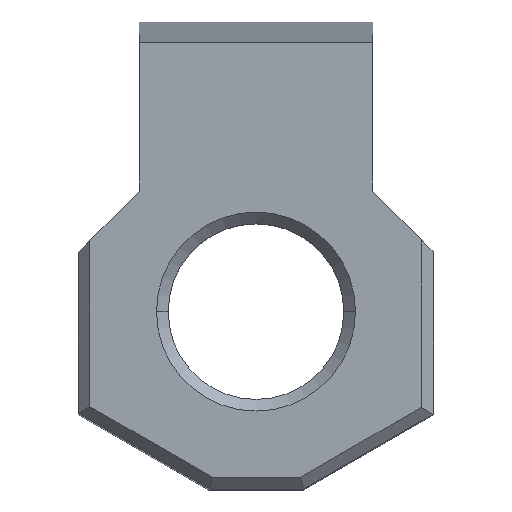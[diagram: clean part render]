
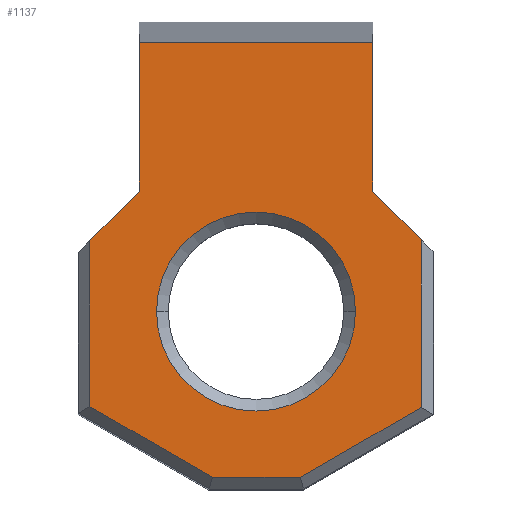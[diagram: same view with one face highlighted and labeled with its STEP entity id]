
A CAD part, top view. The second image highlights one B-rep face of the part: STEP entity #1137.
In plain terms, the highlighted planar face has unit normal (0, 0, 1).
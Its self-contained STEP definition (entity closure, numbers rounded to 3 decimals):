
#12 = LINE ( 'NONE', #385, #1146 ) ;
#14 = EDGE_CURVE ( 'NONE', #1114, #561, #1163, .T. ) ;
#39 = DIRECTION ( 'NONE',  ( 1., 0., 0. ) ) ;
#47 = CARTESIAN_POINT ( 'NONE',  ( 3.545, 3.545, 6.997 ) ) ;
#50 = CARTESIAN_POINT ( 'NONE',  ( 2.924, 1.46, 6.997 ) ) ;
#56 = CARTESIAN_POINT ( 'NONE',  ( -1.991, 5.1, 6.997 ) ) ;
#58 = EDGE_CURVE ( 'NONE', #899, #804, #891, .T. ) ;
#74 = CARTESIAN_POINT ( 'NONE',  ( 0.812, 0.21, 6.997 ) ) ;
#80 = CARTESIAN_POINT ( 'NONE',  ( -2.84, 0., 6.997 ) ) ;
#91 = ORIENTED_EDGE ( 'NONE', *, *, #699, .F. ) ;
#121 = DIRECTION ( 'NONE',  ( 0., 0., 1. ) ) ;
#134 = EDGE_CURVE ( 'NONE', #172, #804, #429, .T. ) ;
#157 = VECTOR ( 'NONE', #221, 1000. ) ;
#168 = DIRECTION ( 'NONE',  ( 0.707, 0.707, 0. ) ) ;
#172 = VERTEX_POINT ( 'NONE', #1195 ) ;
#183 = AXIS2_PLACEMENT_3D ( 'NONE', #372, #747, #1127 ) ;
#211 = FACE_BOUND ( 'NONE', #1058, .T. ) ;
#215 = CARTESIAN_POINT ( 'NONE',  ( 0., 3.04, 6.997 ) ) ;
#220 = AXIS2_PLACEMENT_3D ( 'NONE', #967, #121, #497 ) ;
#221 = DIRECTION ( 'NONE',  ( 0., 1., 0. ) ) ;
#251 = VECTOR ( 'NONE', #693, 1000. ) ;
#252 = VERTEX_POINT ( 'NONE', #764 ) ;
#267 = CARTESIAN_POINT ( 'NONE',  ( -0.744, 0.21, 6.997 ) ) ;
#286 = CARTESIAN_POINT ( 'NONE',  ( -1.991, 7.633, 6.997 ) ) ;
#311 = CARTESIAN_POINT ( 'NONE',  ( -0.699, 0.183, 6.997 ) ) ;
#314 = CARTESIAN_POINT ( 'NONE',  ( 2.825, 4.266, 6.997 ) ) ;
#348 = EDGE_CURVE ( 'NONE', #439, #1014, #690, .T. ) ;
#372 = CARTESIAN_POINT ( 'NONE',  ( 0., 3.04, 6.997 ) ) ;
#385 = CARTESIAN_POINT ( 'NONE',  ( 1.991, 0., 6.997 ) ) ;
#390 = VERTEX_POINT ( 'NONE', #794 ) ;
#410 = EDGE_CURVE ( 'NONE', #934, #172, #896, .T. ) ;
#412 = CARTESIAN_POINT ( 'NONE',  ( 1.7, 3.04, 6.997 ) ) ;
#419 = DIRECTION ( 'NONE',  ( 0.707, -0.707, 0. ) ) ;
#422 = DIRECTION ( 'NONE',  ( 0.866, 0.5, 0. ) ) ;
#429 = LINE ( 'NONE', #811, #559 ) ;
#432 = VECTOR ( 'NONE', #168, 1000. ) ;
#439 = VERTEX_POINT ( 'NONE', #56 ) ;
#441 = ORIENTED_EDGE ( 'NONE', *, *, #507, .T. ) ;
#442 = DIRECTION ( 'NONE',  ( 1., 0., 0. ) ) ;
#447 = ORIENTED_EDGE ( 'NONE', *, *, #14, .T. ) ;
#449 = DIRECTION ( 'NONE',  ( 0., -1., 0. ) ) ;
#467 = VERTEX_POINT ( 'NONE', #1193 ) ;
#497 = DIRECTION ( 'NONE',  ( 1., 0., 0. ) ) ;
#507 = EDGE_CURVE ( 'NONE', #561, #934, #915, .T. ) ;
#509 = LINE ( 'NONE', #883, #814 ) ;
#541 = EDGE_CURVE ( 'NONE', #467, #439, #641, .T. ) ;
#546 = EDGE_CURVE ( 'NONE', #467, #1114, #922, .T. ) ;
#559 = VECTOR ( 'NONE', #1189, 1000. ) ;
#561 = VERTEX_POINT ( 'NONE', #267 ) ;
#593 = PLANE ( 'NONE',  #220 ) ;
#598 = DIRECTION ( 'NONE',  ( 0., 0., -1. ) ) ;
#599 = VECTOR ( 'NONE', #442, 1000. ) ;
#601 = CIRCLE ( 'NONE', #1132, 1.7 ) ;
#612 = EDGE_CURVE ( 'NONE', #1206, #390, #871, .T. ) ;
#641 = LINE ( 'NONE', #1019, #432 ) ;
#660 = ORIENTED_EDGE ( 'NONE', *, *, #410, .T. ) ;
#690 = LINE ( 'NONE', #1070, #157 ) ;
#693 = DIRECTION ( 'NONE',  ( 0.866, -0.5, 0. ) ) ;
#699 = EDGE_CURVE ( 'NONE', #252, #899, #12, .T. ) ;
#747 = DIRECTION ( 'NONE',  ( 0., 0., -1. ) ) ;
#763 = DIRECTION ( 'NONE',  ( 0., -1., 0. ) ) ;
#764 = CARTESIAN_POINT ( 'NONE',  ( 1.99, 7.633, 6.997 ) ) ;
#777 = EDGE_LOOP ( 'NONE', ( #964, #1190, #1024, #1141, #447, #441, #660, #1028, #1093, #91 ) ) ;
#794 = CARTESIAN_POINT ( 'NONE',  ( -1.7, 3.04, 6.997 ) ) ;
#804 = VERTEX_POINT ( 'NONE', #314 ) ;
#811 = CARTESIAN_POINT ( 'NONE',  ( 2.825, 4.066, 6.997 ) ) ;
#814 = VECTOR ( 'NONE', #39, 1000. ) ;
#868 = CARTESIAN_POINT ( 'NONE',  ( -2.84, 1.42, 6.997 ) ) ;
#871 = CIRCLE ( 'NONE', #183, 1.7 ) ;
#883 = CARTESIAN_POINT ( 'NONE',  ( 0., 7.633, 6.997 ) ) ;
#891 = LINE ( 'NONE', #47, #1002 ) ;
#896 = LINE ( 'NONE', #50, #1015 ) ;
#899 = VERTEX_POINT ( 'NONE', #1203 ) ;
#915 = LINE ( 'NONE', #74, #599 ) ;
#922 = LINE ( 'NONE', #80, #970 ) ;
#934 = VERTEX_POINT ( 'NONE', #1210 ) ;
#964 = ORIENTED_EDGE ( 'NONE', *, *, #1201, .F. ) ;
#967 = CARTESIAN_POINT ( 'NONE',  ( 0., 0., 6.997 ) ) ;
#970 = VECTOR ( 'NONE', #449, 1000. ) ;
#973 = DIRECTION ( 'NONE',  ( 1., 0., 0. ) ) ;
#987 = ORIENTED_EDGE ( 'NONE', *, *, #1159, .T. ) ;
#1002 = VECTOR ( 'NONE', #419, 1000. ) ;
#1014 = VERTEX_POINT ( 'NONE', #286 ) ;
#1015 = VECTOR ( 'NONE', #422, 1000. ) ;
#1019 = CARTESIAN_POINT ( 'NONE',  ( -3.545, 3.545, 6.997 ) ) ;
#1024 = ORIENTED_EDGE ( 'NONE', *, *, #541, .F. ) ;
#1028 = ORIENTED_EDGE ( 'NONE', *, *, #134, .T. ) ;
#1058 = EDGE_LOOP ( 'NONE', ( #1066, #987 ) ) ;
#1061 = FACE_OUTER_BOUND ( 'NONE', #777, .T. ) ;
#1066 = ORIENTED_EDGE ( 'NONE', *, *, #612, .T. ) ;
#1070 = CARTESIAN_POINT ( 'NONE',  ( -1.991, 0., 6.997 ) ) ;
#1093 = ORIENTED_EDGE ( 'NONE', *, *, #58, .F. ) ;
#1114 = VERTEX_POINT ( 'NONE', #868 ) ;
#1127 = DIRECTION ( 'NONE',  ( 1., 0., 0. ) ) ;
#1132 = AXIS2_PLACEMENT_3D ( 'NONE', #215, #598, #973 ) ;
#1137 = ADVANCED_FACE ( 'NONE', ( #1061, #211 ), #593, .T. ) ;
#1141 = ORIENTED_EDGE ( 'NONE', *, *, #546, .T. ) ;
#1146 = VECTOR ( 'NONE', #763, 1000. ) ;
#1159 = EDGE_CURVE ( 'NONE', #390, #1206, #601, .T. ) ;
#1163 = LINE ( 'NONE', #311, #251 ) ;
#1189 = DIRECTION ( 'NONE',  ( 0., 1., 0. ) ) ;
#1190 = ORIENTED_EDGE ( 'NONE', *, *, #348, .F. ) ;
#1193 = CARTESIAN_POINT ( 'NONE',  ( -2.84, 4.25, 6.997 ) ) ;
#1195 = CARTESIAN_POINT ( 'NONE',  ( 2.825, 1.403, 6.997 ) ) ;
#1201 = EDGE_CURVE ( 'NONE', #1014, #252, #509, .T. ) ;
#1203 = CARTESIAN_POINT ( 'NONE',  ( 1.991, 5.1, 6.997 ) ) ;
#1206 = VERTEX_POINT ( 'NONE', #412 ) ;
#1210 = CARTESIAN_POINT ( 'NONE',  ( 0.758, 0.21, 6.997 ) ) ;
